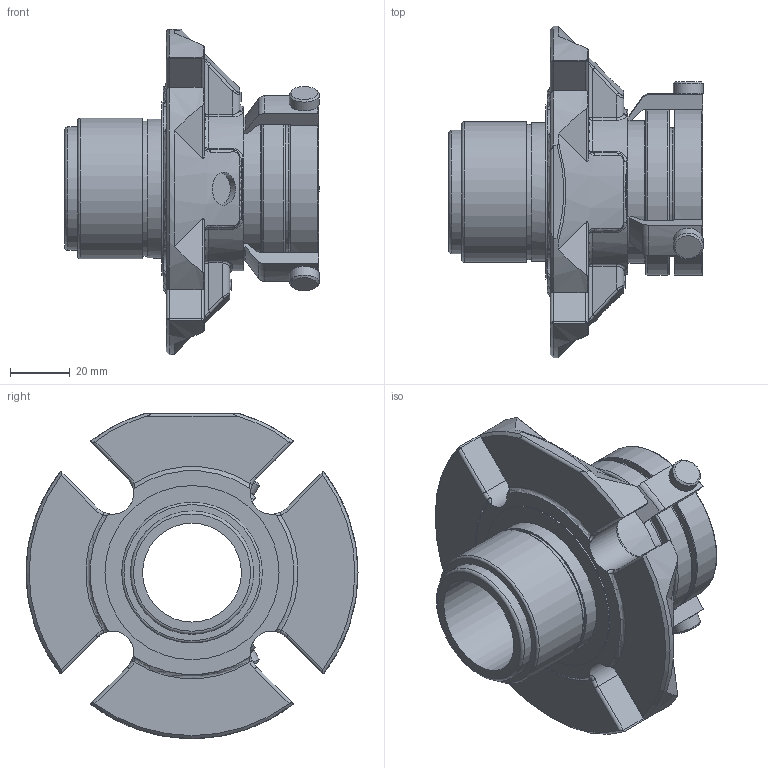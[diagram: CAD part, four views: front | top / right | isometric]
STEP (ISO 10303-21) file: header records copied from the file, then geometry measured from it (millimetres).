
FILE_DESCRIPTION(/* description */ ('Unknown'),/* implementation_level */ '2;1');
FILE_NAME(/* name */ '33mm',/* time_stamp */ '2023-02-06T13:06:45+00:00',/* author */ ('Unknown'),/* organization */ ('Unknown'),/* preprocessor_version */ 'ST-DEVELOPER v16.7',/* originating_system */ 'Solid Edge',/* authorisation */ 'Unknown');
FILE_SCHEMA (('AUTOMOTIVE_DESIGN {1 0 10303 214 3 1 1}'));
Length unit declared in the file: millimetre
Products named in the file (1): 33,,
Bounding box: 85.01 x 110.87 x 108.63 mm (x, y, z)
Volume: 189427.9 mm3; surface area: 46937.6 mm2
Topology: 1 solids, 1 shells, 509 faces, 1276 edges, 802 vertices
Faces by surface type: plane 186, cylinder 139, bspline 76, torus 63, sphere 24, cone 21
Full cylindrical faces by diameter (mm): 2.821 x1, 10 x3, 10.998 x2, 32.995 x1, 41.173 x1, 42.824 x1, 45.136 x1, 46.431 x1, 46.965 x1, 47.6 x1, 55 x1, 55.55 x2, 58.141 x1
Entity records: 17795 total; most frequent: CARTESIAN_POINT 6513, ORIENTED_EDGE 2446, DIRECTION 2127, EDGE_CURVE 1223, AXIS2_PLACEMENT_3D 830, VERTEX_POINT 787, EDGE_LOOP 588, FACE_BOUND 588
